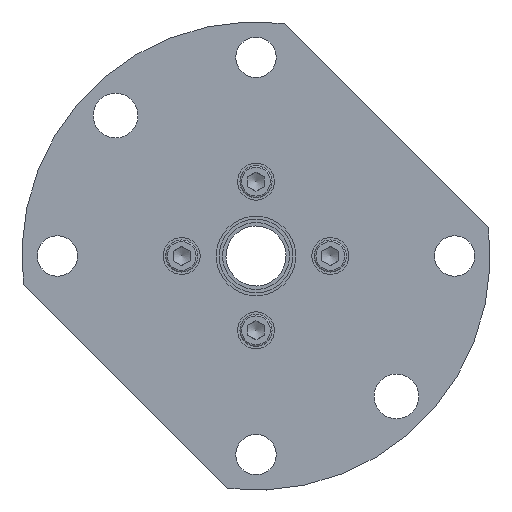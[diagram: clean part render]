
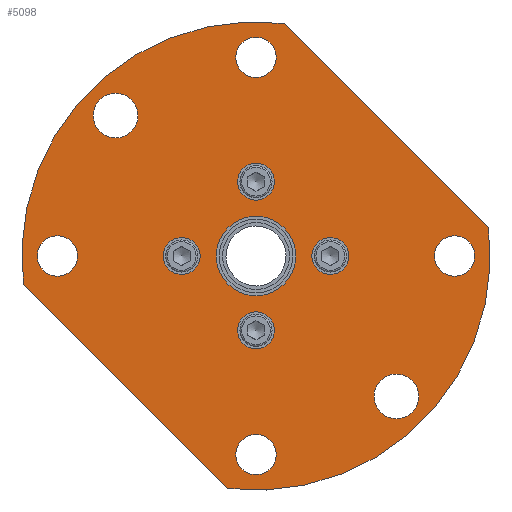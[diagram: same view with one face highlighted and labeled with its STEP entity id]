
A CAD part, front view. The second image highlights one B-rep face of the part: STEP entity #5098.
In plain terms, the highlighted planar face has unit normal (0, -1, 0).
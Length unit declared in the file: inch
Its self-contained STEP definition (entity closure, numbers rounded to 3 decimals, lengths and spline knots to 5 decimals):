
#302=FACE_BOUND('',#935,.T.);
#303=FACE_BOUND('',#936,.T.);
#304=FACE_BOUND('',#937,.T.);
#305=FACE_BOUND('',#938,.T.);
#306=FACE_BOUND('',#939,.T.);
#307=FACE_BOUND('',#940,.T.);
#308=FACE_BOUND('',#941,.T.);
#309=FACE_BOUND('',#942,.T.);
#310=FACE_BOUND('',#943,.T.);
#311=FACE_BOUND('',#944,.T.);
#312=FACE_BOUND('',#945,.T.);
#565=FACE_OUTER_BOUND('',#934,.T.);
#934=EDGE_LOOP('',(#3366,#3367,#3368,#3369));
#935=EDGE_LOOP('',(#3370));
#936=EDGE_LOOP('',(#3371));
#937=EDGE_LOOP('',(#3372));
#938=EDGE_LOOP('',(#3373));
#939=EDGE_LOOP('',(#3374));
#940=EDGE_LOOP('',(#3375));
#941=EDGE_LOOP('',(#3376));
#942=EDGE_LOOP('',(#3377));
#943=EDGE_LOOP('',(#3378));
#944=EDGE_LOOP('',(#3379));
#945=EDGE_LOOP('',(#3380));
#1566=CIRCLE('',#5514,1.97);
#1567=CIRCLE('',#5515,1.97);
#1568=CIRCLE('',#5516,0.155);
#1569=CIRCLE('',#5517,0.155);
#1570=CIRCLE('',#5518,0.155);
#1571=CIRCLE('',#5519,0.155);
#1572=CIRCLE('',#5520,0.18788);
#1573=CIRCLE('',#5521,0.18788);
#1574=CIRCLE('',#5522,0.17);
#1575=CIRCLE('',#5523,0.17);
#1576=CIRCLE('',#5524,0.17);
#1577=CIRCLE('',#5525,0.17);
#1578=CIRCLE('',#5526,0.3345);
#1868=LINE('',#7757,#2081);
#1869=LINE('',#7761,#2082);
#2081=VECTOR('',#6192,0.3937);
#2082=VECTOR('',#6195,0.3937);
#2294=VERTEX_POINT('',#7755);
#2295=VERTEX_POINT('',#7756);
#2296=VERTEX_POINT('',#7758);
#2297=VERTEX_POINT('',#7760);
#2298=VERTEX_POINT('',#7763);
#2299=VERTEX_POINT('',#7765);
#2300=VERTEX_POINT('',#7767);
#2301=VERTEX_POINT('',#7769);
#2302=VERTEX_POINT('',#7771);
#2303=VERTEX_POINT('',#7773);
#2304=VERTEX_POINT('',#7775);
#2305=VERTEX_POINT('',#7777);
#2306=VERTEX_POINT('',#7779);
#2307=VERTEX_POINT('',#7781);
#2308=VERTEX_POINT('',#7783);
#2771=EDGE_CURVE('',#2294,#2295,#1868,.T.);
#2772=EDGE_CURVE('',#2295,#2296,#1566,.T.);
#2773=EDGE_CURVE('',#2296,#2297,#1869,.T.);
#2774=EDGE_CURVE('',#2297,#2294,#1567,.T.);
#2775=EDGE_CURVE('',#2298,#2298,#1568,.T.);
#2776=EDGE_CURVE('',#2299,#2299,#1569,.T.);
#2777=EDGE_CURVE('',#2300,#2300,#1570,.T.);
#2778=EDGE_CURVE('',#2301,#2301,#1571,.T.);
#2779=EDGE_CURVE('',#2302,#2302,#1572,.T.);
#2780=EDGE_CURVE('',#2303,#2303,#1573,.T.);
#2781=EDGE_CURVE('',#2304,#2304,#1574,.T.);
#2782=EDGE_CURVE('',#2305,#2305,#1575,.T.);
#2783=EDGE_CURVE('',#2306,#2306,#1576,.T.);
#2784=EDGE_CURVE('',#2307,#2307,#1577,.T.);
#2785=EDGE_CURVE('',#2308,#2308,#1578,.T.);
#3366=ORIENTED_EDGE('',*,*,#2771,.T.);
#3367=ORIENTED_EDGE('',*,*,#2772,.T.);
#3368=ORIENTED_EDGE('',*,*,#2773,.T.);
#3369=ORIENTED_EDGE('',*,*,#2774,.T.);
#3370=ORIENTED_EDGE('',*,*,#2775,.T.);
#3371=ORIENTED_EDGE('',*,*,#2776,.T.);
#3372=ORIENTED_EDGE('',*,*,#2777,.T.);
#3373=ORIENTED_EDGE('',*,*,#2778,.T.);
#3374=ORIENTED_EDGE('',*,*,#2779,.T.);
#3375=ORIENTED_EDGE('',*,*,#2780,.T.);
#3376=ORIENTED_EDGE('',*,*,#2781,.T.);
#3377=ORIENTED_EDGE('',*,*,#2782,.T.);
#3378=ORIENTED_EDGE('',*,*,#2783,.T.);
#3379=ORIENTED_EDGE('',*,*,#2784,.T.);
#3380=ORIENTED_EDGE('',*,*,#2785,.T.);
#4556=PLANE('',#5513);
#5098=ADVANCED_FACE('',(#565,#302,#303,#304,#305,#306,#307,#308,#309,#310,
#311,#312),#4556,.F.);
#5513=AXIS2_PLACEMENT_3D('',#7754,#6190,#6191);
#5514=AXIS2_PLACEMENT_3D('',#7759,#6193,#6194);
#5515=AXIS2_PLACEMENT_3D('',#7762,#6196,#6197);
#5516=AXIS2_PLACEMENT_3D('',#7764,#6198,#6199);
#5517=AXIS2_PLACEMENT_3D('',#7766,#6200,#6201);
#5518=AXIS2_PLACEMENT_3D('',#7768,#6202,#6203);
#5519=AXIS2_PLACEMENT_3D('',#7770,#6204,#6205);
#5520=AXIS2_PLACEMENT_3D('',#7772,#6206,#6207);
#5521=AXIS2_PLACEMENT_3D('',#7774,#6208,#6209);
#5522=AXIS2_PLACEMENT_3D('',#7776,#6210,#6211);
#5523=AXIS2_PLACEMENT_3D('',#7778,#6212,#6213);
#5524=AXIS2_PLACEMENT_3D('',#7780,#6214,#6215);
#5525=AXIS2_PLACEMENT_3D('',#7782,#6216,#6217);
#5526=AXIS2_PLACEMENT_3D('',#7784,#6218,#6219);
#6190=DIRECTION('center_axis',(0.,1.,0.));
#6191=DIRECTION('ref_axis',(0.707,0.,0.707));
#6192=DIRECTION('',(0.707,0.,-0.707));
#6193=DIRECTION('center_axis',(0.,-1.,0.));
#6194=DIRECTION('ref_axis',(0.707,0.,-0.707));
#6195=DIRECTION('',(-0.707,0.,0.707));
#6196=DIRECTION('center_axis',(0.,-1.,0.));
#6197=DIRECTION('ref_axis',(0.707,0.,-0.707));
#6198=DIRECTION('center_axis',(0.,1.,0.));
#6199=DIRECTION('ref_axis',(0.707,0.,-0.707));
#6200=DIRECTION('center_axis',(0.,1.,0.));
#6201=DIRECTION('ref_axis',(0.707,0.,-0.707));
#6202=DIRECTION('center_axis',(0.,1.,0.));
#6203=DIRECTION('ref_axis',(0.707,0.,-0.707));
#6204=DIRECTION('center_axis',(0.,1.,0.));
#6205=DIRECTION('ref_axis',(0.707,0.,-0.707));
#6206=DIRECTION('center_axis',(0.,1.,0.));
#6207=DIRECTION('ref_axis',(0.707,0.,-0.707));
#6208=DIRECTION('center_axis',(0.,1.,0.));
#6209=DIRECTION('ref_axis',(0.707,0.,-0.707));
#6210=DIRECTION('center_axis',(0.,1.,0.));
#6211=DIRECTION('ref_axis',(0.707,0.,-0.707));
#6212=DIRECTION('center_axis',(0.,1.,0.));
#6213=DIRECTION('ref_axis',(0.707,0.,-0.707));
#6214=DIRECTION('center_axis',(0.,1.,0.));
#6215=DIRECTION('ref_axis',(0.707,0.,-0.707));
#6216=DIRECTION('center_axis',(0.,1.,0.));
#6217=DIRECTION('ref_axis',(0.707,0.,-0.707));
#6218=DIRECTION('center_axis',(0.,1.,0.));
#6219=DIRECTION('ref_axis',(0.707,0.,-0.707));
#7754=CARTESIAN_POINT('Origin',(0.,-0.5,
0.));
#7755=CARTESIAN_POINT('',(-1.95578,-0.5,-0.23625));
#7756=CARTESIAN_POINT('',(-0.23625,-0.5,-1.95578));
#7757=CARTESIAN_POINT('',(-0.66613,-0.5,-1.5259));
#7758=CARTESIAN_POINT('',(1.95578,-0.5,0.23625));
#7759=CARTESIAN_POINT('Origin',(0.,-0.5,
0.));
#7760=CARTESIAN_POINT('',(0.23625,-0.5,1.95578));
#7761=CARTESIAN_POINT('',(0.66613,-0.5,1.5259));
#7762=CARTESIAN_POINT('Origin',(0.,-0.5,
0.));
#7763=CARTESIAN_POINT('',(0.1096,-0.5,0.5154));
#7764=CARTESIAN_POINT('Origin',(0.,-0.5,
0.625));
#7765=CARTESIAN_POINT('',(0.7346,-0.5,-0.1096));
#7766=CARTESIAN_POINT('Origin',(0.625,-0.5,0.));
#7767=CARTESIAN_POINT('',(-0.5154,-0.5,-0.1096));
#7768=CARTESIAN_POINT('Origin',(-0.625,-0.5,0.));
#7769=CARTESIAN_POINT('',(0.1096,-0.5,-0.7346));
#7770=CARTESIAN_POINT('Origin',(0.,-0.5,
-0.625));
#7771=CARTESIAN_POINT('',(-1.31372,-0.5,1.31372));
#7772=CARTESIAN_POINT('Origin',(-1.18087,-0.5,1.18087));
#7773=CARTESIAN_POINT('',(1.04802,-0.5,-1.04802));
#7774=CARTESIAN_POINT('Origin',(1.18087,-0.5,-1.18087));
#7775=CARTESIAN_POINT('',(1.54979,-0.5,0.12021));
#7776=CARTESIAN_POINT('Origin',(1.67,-0.5,0.));
#7777=CARTESIAN_POINT('',(-1.79021,-0.5,0.12021));
#7778=CARTESIAN_POINT('Origin',(-1.67,-0.5,0.));
#7779=CARTESIAN_POINT('',(-0.12021,-0.5,-1.54979));
#7780=CARTESIAN_POINT('Origin',(0.,-0.5,
-1.67));
#7781=CARTESIAN_POINT('',(-0.12021,-0.5,1.79021));
#7782=CARTESIAN_POINT('Origin',(0.,-0.5,1.67));
#7783=CARTESIAN_POINT('',(-0.23653,-0.5,0.23653));
#7784=CARTESIAN_POINT('Origin',(0.,-0.5,
0.));
